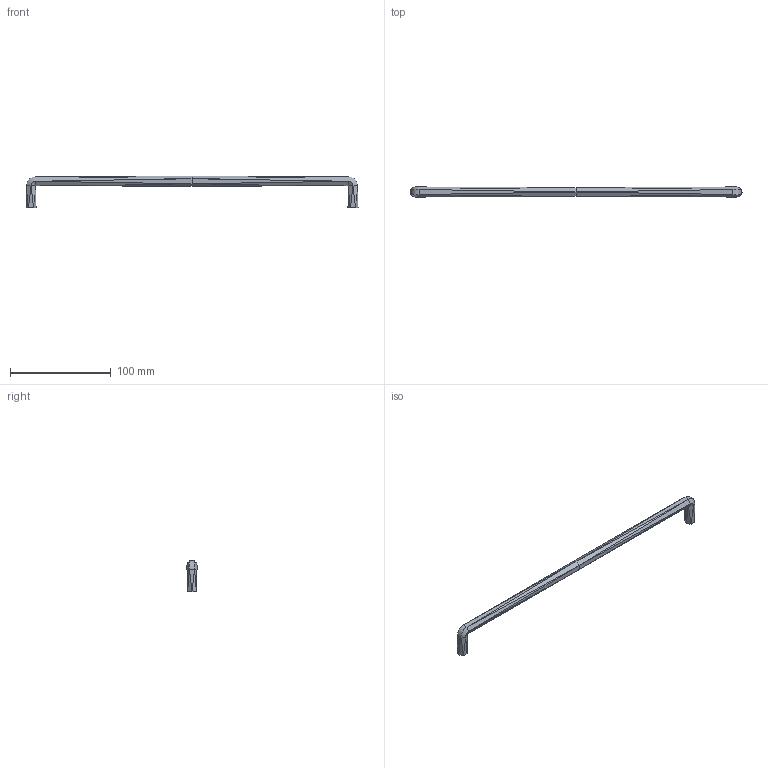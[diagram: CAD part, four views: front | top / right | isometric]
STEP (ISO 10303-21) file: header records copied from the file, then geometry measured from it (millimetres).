
FILE_DESCRIPTION(('Creo Elements/Direct Modeling STEP Export'),'2;1');
FILE_NAME('2481_330.stp','2019-09-27T10:46:45',(''),(''),'Creo Elements/Direct Modeling STEP processor for AP214 (Solid Model)','Creo Elements/Direct Modeling 20.0 12-Nov-2016 (C) Parametric Technology GmbH','');
FILE_SCHEMA(('AUTOMOTIVE_DESIGN { 1 0 10303 214 1 1 1 1 }'));
Length unit declared in the file: millimetre
Products named in the file (2): ZN-10850
Assembly tree (1 placements, depth 2):
  ZN-10850
    ZN-10850
Bounding box: 330 x 10 x 31.33 mm (x, y, z)
Volume: 24969.3 mm3; surface area: 11400 mm2
Topology: 1 solids, 1 shells, 78 faces, 140 edges, 60 vertices
Faces by surface type: plane 52, cone 16, cylinder 10
Entity records: 1739 total; most frequent: DIRECTION 300, ORIENTED_EDGE 264, CARTESIAN_POINT 262, EDGE_CURVE 132, VECTOR 104, LINE 104, AXIS2_PLACEMENT_3D 98, EDGE_LOOP 82
